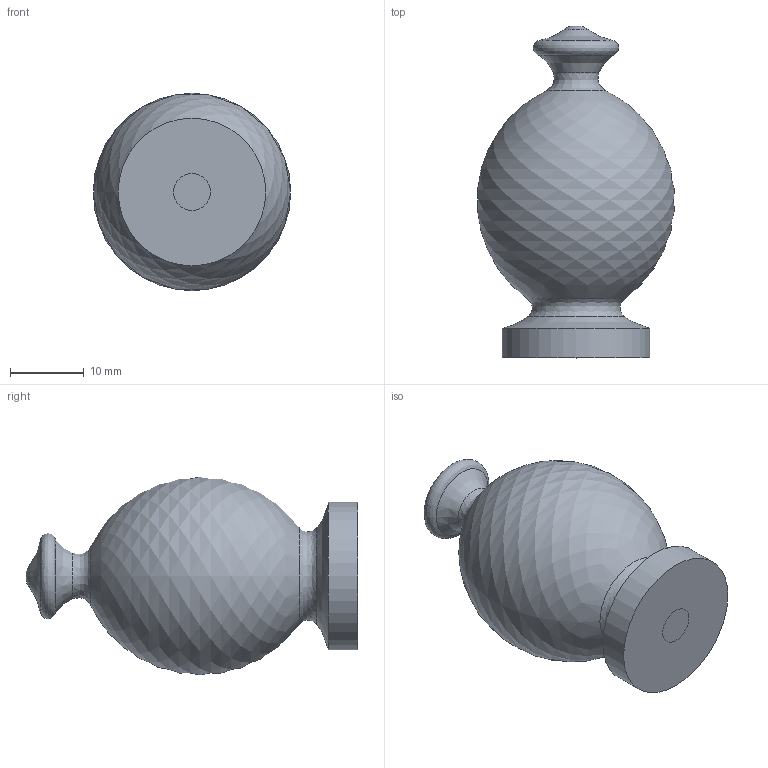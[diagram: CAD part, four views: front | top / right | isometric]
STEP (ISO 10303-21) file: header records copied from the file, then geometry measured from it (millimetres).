
FILE_DESCRIPTION(('FreeCAD Model'),'2;1');
FILE_NAME('Pommeau_Boule.step', '2020-04-07T16:29:24',('Author'),(''), 'Open CASCADE STEP processor 7.3','FreeCAD','Unknown');
FILE_SCHEMA(('AUTOMOTIVE_DESIGN { 1 0 10303 214 1 1 1 1 }'));
Length unit declared in the file: millimetre
Products named in the file (4): Body; Sketch; Revolution; Pocket
Bounding box: 26.7 x 45 x 26.82 mm (x, y, z)
Surface area: 11302.5 mm2
Topology: 3 solids, 3 shells, 37 faces, 75 edges, 58 vertices
Faces by surface type: revolution 24, plane 8, cylinder 5
Full cylindrical faces by diameter (mm): 5 x2, 20 x3
Entity records: 1974 total; most frequent: DIRECTION 365, CARTESIAN_POINT 333, ORIENTED_EDGE 126, PCURVE 126, DEFINITIONAL_REPRESENTATION 126, LINE 125, VECTOR 125, AXIS2_PLACEMENT_3D 104
